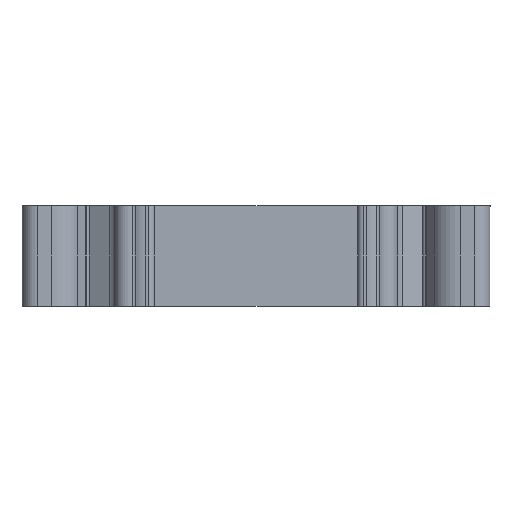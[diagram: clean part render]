
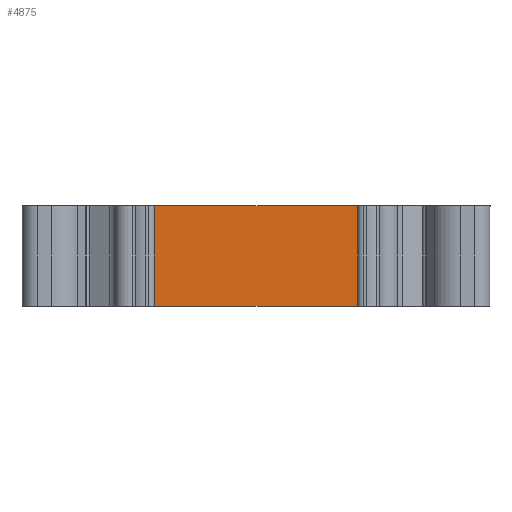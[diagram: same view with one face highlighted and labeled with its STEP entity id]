
A CAD part, front view. The second image highlights one B-rep face of the part: STEP entity #4875.
In plain terms, the highlighted planar face has unit normal (0, -1, 0).
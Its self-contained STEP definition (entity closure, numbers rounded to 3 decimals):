
#275 = CARTESIAN_POINT ( 'NONE',  ( 1450.378, 929.333, -3.586 ) ) ;
#290 = CARTESIAN_POINT ( 'NONE',  ( 1469.978, 929.333, -3.586 ) ) ;
#958 = ORIENTED_EDGE ( 'NONE', *, *, #4760, .F. ) ;
#983 = ORIENTED_EDGE ( 'NONE', *, *, #3270, .F. ) ;
#1012 = ORIENTED_EDGE ( 'NONE', *, *, #3219, .F. ) ;
#1021 = ORIENTED_EDGE ( 'NONE', *, *, #3326, .F. ) ;
#1498 = VECTOR ( 'NONE', #5163, 1000. ) ;
#1845 = VECTOR ( 'NONE', #11395, 1000. ) ;
#1881 = VECTOR ( 'NONE', #5036, 1000. ) ;
#2334 = EDGE_LOOP ( 'NONE', ( #1021, #1012, #958, #983 ) ) ;
#2818 = VERTEX_POINT ( 'NONE', #290 ) ;
#2819 = VERTEX_POINT ( 'NONE', #275 ) ;
#3219 = EDGE_CURVE ( 'NONE', #10518, #2818, #11416, .T. ) ;
#3270 = EDGE_CURVE ( 'NONE', #2819, #10495, #5050, .T. ) ;
#3326 = EDGE_CURVE ( 'NONE', #2818, #2819, #5147, .T. ) ;
#4760 = EDGE_CURVE ( 'NONE', #10495, #10518, #8022, .T. ) ;
#4875 = ADVANCED_FACE ( 'NONE', ( #8667 ), #8632, .F. ) ;
#5036 = DIRECTION ( 'NONE',  ( 0., 0., 1. ) ) ;
#5050 = LINE ( 'NONE', #5058, #1881 ) ;
#5058 = CARTESIAN_POINT ( 'NONE',  ( 1450.378, 929.333, 25.815 ) ) ;
#5147 = LINE ( 'NONE', #5173, #1498 ) ;
#5163 = DIRECTION ( 'NONE',  ( -1., 0., 0. ) ) ;
#5173 = CARTESIAN_POINT ( 'NONE',  ( 1441.684, 929.333, -3.586 ) ) ;
#8022 = LINE ( 'NONE', #8039, #11198 ) ;
#8039 = CARTESIAN_POINT ( 'NONE',  ( 1442.758, 929.333, 5.914 ) ) ;
#8094 = DIRECTION ( 'NONE',  ( 1., 0., 0. ) ) ;
#8632 = PLANE ( 'NONE',  #11325 ) ;
#8643 = CARTESIAN_POINT ( 'NONE',  ( 1470.347, 929.333, 25.815 ) ) ;
#8652 = DIRECTION ( 'NONE',  ( 0., 0., 1. ) ) ;
#8667 = FACE_OUTER_BOUND ( 'NONE', #2334, .T. ) ;
#8673 = DIRECTION ( 'NONE',  ( 0., 1., 0. ) ) ;
#8869 = CARTESIAN_POINT ( 'NONE',  ( 1450.378, 929.333, 5.914 ) ) ;
#8894 = CARTESIAN_POINT ( 'NONE',  ( 1469.978, 929.333, 5.914 ) ) ;
#10495 = VERTEX_POINT ( 'NONE', #8869 ) ;
#10518 = VERTEX_POINT ( 'NONE', #8894 ) ;
#11198 = VECTOR ( 'NONE', #8094, 1000. ) ;
#11325 = AXIS2_PLACEMENT_3D ( 'NONE', #8643, #8673, #8652 ) ;
#11395 = DIRECTION ( 'NONE',  ( 0., 0., -1. ) ) ;
#11404 = CARTESIAN_POINT ( 'NONE',  ( 1469.978, 929.333, 25.815 ) ) ;
#11416 = LINE ( 'NONE', #11404, #1845 ) ;
